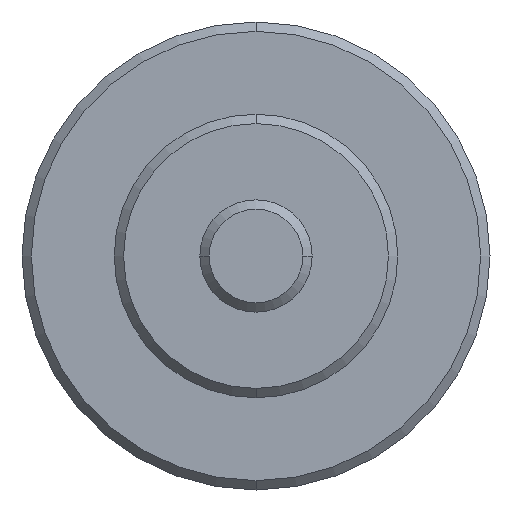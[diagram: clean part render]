
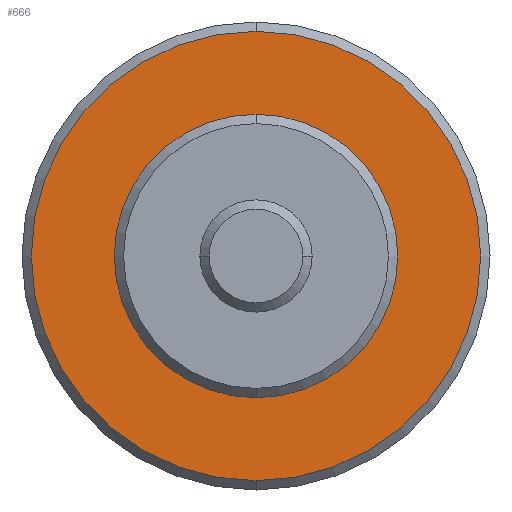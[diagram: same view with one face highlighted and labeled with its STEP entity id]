
A CAD part, front view. The second image highlights one B-rep face of the part: STEP entity #666.
In plain terms, the highlighted planar face has unit normal (0, -1, 0).
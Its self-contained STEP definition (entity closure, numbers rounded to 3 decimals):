
#23 = DIRECTION ( 'NONE',  ( 0., 1., 0. ) ) ;
#32 = DIRECTION ( 'NONE',  ( 0., 0., 1. ) ) ;
#45 = ORIENTED_EDGE ( 'NONE', *, *, #114, .T. ) ;
#88 = DIRECTION ( 'NONE',  ( 0., 0., -1. ) ) ;
#114 = EDGE_CURVE ( 'NONE', #540, #497, #236, .T. ) ;
#129 = FACE_OUTER_BOUND ( 'NONE', #357, .T. ) ;
#190 = EDGE_CURVE ( 'NONE', #623, #380, #547, .T. ) ;
#196 = AXIS2_PLACEMENT_3D ( 'NONE', #745, #335, #638 ) ;
#204 = FACE_BOUND ( 'NONE', #421, .T. ) ;
#209 = CARTESIAN_POINT ( 'NONE',  ( 0., -16.81, -12. ) ) ;
#236 = CIRCLE ( 'NONE', #196, 12. ) ;
#251 = EDGE_CURVE ( 'NONE', #380, #623, #839, .T. ) ;
#286 = DIRECTION ( 'NONE',  ( 0., -1., 0. ) ) ;
#323 = AXIS2_PLACEMENT_3D ( 'NONE', #434, #377, #32 ) ;
#335 = DIRECTION ( 'NONE',  ( 0., -1., 0. ) ) ;
#357 = EDGE_LOOP ( 'NONE', ( #45, #852 ) ) ;
#359 = AXIS2_PLACEMENT_3D ( 'NONE', #555, #444, #727 ) ;
#363 = CARTESIAN_POINT ( 'NONE',  ( 0., -16.81, 0. ) ) ;
#377 = DIRECTION ( 'NONE',  ( 0., 1., 0. ) ) ;
#380 = VERTEX_POINT ( 'NONE', #541 ) ;
#382 = CARTESIAN_POINT ( 'NONE',  ( 0., -16.81, 0. ) ) ;
#421 = EDGE_LOOP ( 'NONE', ( #455, #445 ) ) ;
#434 = CARTESIAN_POINT ( 'NONE',  ( 0., -16.81, 0. ) ) ;
#440 = DIRECTION ( 'NONE',  ( 0., 0., 1. ) ) ;
#444 = DIRECTION ( 'NONE',  ( 0., -1., 0. ) ) ;
#445 = ORIENTED_EDGE ( 'NONE', *, *, #190, .T. ) ;
#455 = ORIENTED_EDGE ( 'NONE', *, *, #251, .T. ) ;
#497 = VERTEX_POINT ( 'NONE', #209 ) ;
#502 = AXIS2_PLACEMENT_3D ( 'NONE', #382, #23, #440 ) ;
#506 = AXIS2_PLACEMENT_3D ( 'NONE', #363, #286, #88 ) ;
#540 = VERTEX_POINT ( 'NONE', #593 ) ;
#541 = CARTESIAN_POINT ( 'NONE',  ( 0., -16.81, 7.575 ) ) ;
#547 = CIRCLE ( 'NONE', #502, 7.575 ) ;
#555 = CARTESIAN_POINT ( 'NONE',  ( -7.575, -16.81, 0. ) ) ;
#593 = CARTESIAN_POINT ( 'NONE',  ( 0., -16.81, 12. ) ) ;
#623 = VERTEX_POINT ( 'NONE', #802 ) ;
#638 = DIRECTION ( 'NONE',  ( 0., 0., -1. ) ) ;
#666 = ADVANCED_FACE ( 'NONE', ( #129, #204 ), #744, .T. ) ;
#720 = EDGE_CURVE ( 'NONE', #497, #540, #893, .T. ) ;
#727 = DIRECTION ( 'NONE',  ( 0., 0., -1. ) ) ;
#744 = PLANE ( 'NONE',  #359 ) ;
#745 = CARTESIAN_POINT ( 'NONE',  ( 0., -16.81, 0. ) ) ;
#802 = CARTESIAN_POINT ( 'NONE',  ( 0., -16.81, -7.575 ) ) ;
#839 = CIRCLE ( 'NONE', #323, 7.575 ) ;
#852 = ORIENTED_EDGE ( 'NONE', *, *, #720, .T. ) ;
#893 = CIRCLE ( 'NONE', #506, 12. ) ;
